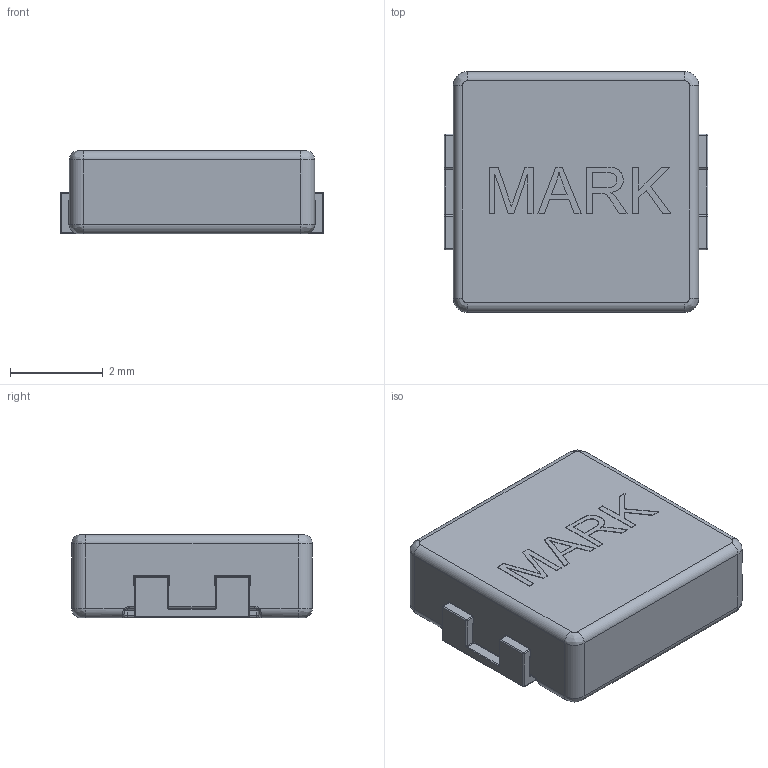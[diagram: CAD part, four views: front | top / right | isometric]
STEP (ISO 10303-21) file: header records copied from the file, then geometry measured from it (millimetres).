
FILE_DESCRIPTION(/* description */ (''),/* implementation_level */ '2;1');
FILE_NAME(/* name */ 'TMPC0502HPV.stp',/* time_stamp */ '2017-07-31T16:38:41+08:00',/* author */ ('louklo'),/* organization */ ('unknown'),/* preprocessor_version */ 'ST-DEVELOPER v16.1',/* originating_system */ 'Autodesk Inventor 2016',/* authorisation */ '');
FILE_SCHEMA (('AUTOMOTIVE_DESIGN { 1 0 10303 214 3 1 1 }'));
Length unit declared in the file: millimetre
Products named in the file (1): TMPC0502HPV
Bounding box: 5.7 x 5.2 x 1.81 mm (x, y, z)
Volume: 49.4 mm3; surface area: 113.8 mm2
Topology: 7 solids, 7 shells, 543 faces, 1304 edges, 778 vertices
Faces by surface type: plane 247, cylinder 164, sphere 56, bspline 40, torus 36
Entity records: 19228 total; most frequent: CARTESIAN_POINT 6687, ORIENTED_EDGE 2606, DIRECTION 2587, EDGE_CURVE 1303, AXIS2_PLACEMENT_3D 870, LINE 847, VECTOR 847, VERTEX_POINT 778
